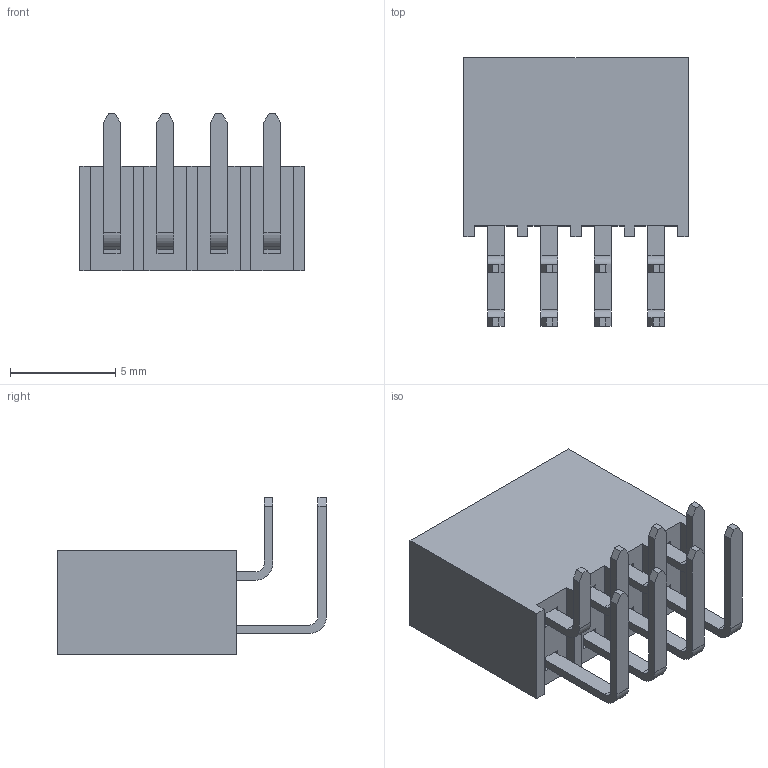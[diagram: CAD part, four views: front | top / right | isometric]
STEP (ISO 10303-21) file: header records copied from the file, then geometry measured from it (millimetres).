
FILE_DESCRIPTION( ( 'STEP AP214' ), '1' );
FILE_NAME( 'SSW-104-22-F-D-RA.stp', '2020-08-15T22:57:02', ( 'License CC BY-ND 4.0' ), ( 'CADENAS' ), ' ', 'PARTsolutions', ' ' );
FILE_SCHEMA( ( 'AUTOMOTIVE_DESIGN { 1 0 10303 214 1 1 1 1 }' ) );
Length unit declared in the file: inch
Products named in the file (3): SSW-104-22-F-D-RA; _T1SSW-104-22-F-D-RA; _P2SSW-104-22-F-D-RA
Assembly tree (2 placements, depth 2):
  SSW-104-22-F-D-RA
    _T1SSW-104-22-F-D-RA
    _P2SSW-104-22-F-D-RA
Bounding box: 10.67 x 12.78 x 7.48 mm (x, y, z)
Volume: 414.8 mm3; surface area: 801.4 mm2
Topology: 2 solids, 2 shells, 148 faces, 408 edges, 272 vertices
Faces by surface type: plane 132, cylinder 16
Entity records: 5914 total; most frequent: CARTESIAN_POINT 831, ORIENTED_EDGE 816, DIRECTION 742, EDGE_CURVE 408, LINE 376, VECTOR 376, VERTEX_POINT 272, AXIS2_PLACEMENT_3D 183
